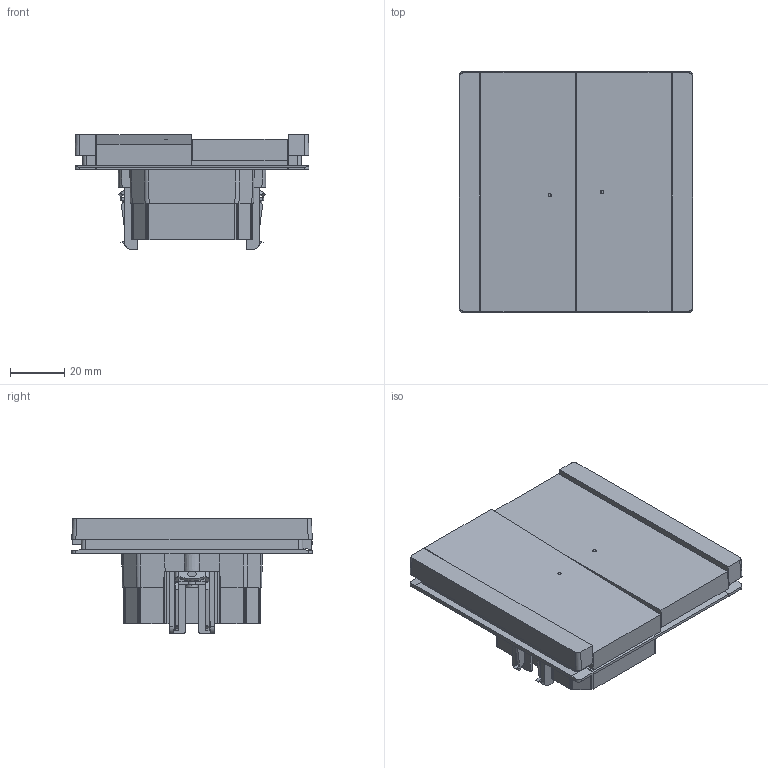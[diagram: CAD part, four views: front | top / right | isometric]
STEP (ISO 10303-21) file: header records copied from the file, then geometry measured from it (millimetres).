
FILE_DESCRIPTION (( 'STEP AP214' ), '1' );
FILE_NAME ('æàëþçè.STEP', '2025-03-12T07:27:57', ( '' ), ( '' ), 'SwSTEP 2.0', 'SolidWorks 2022', '' );
FILE_SCHEMA (( 'AUTOMOTIVE_DESIGN' ));
Length unit declared in the file: millimetre
Products named in the file (1): жалюзи
Bounding box: 86.46 x 89.03 x 42.52 mm (x, y, z)
Volume: 142785.2 mm3; surface area: 36921.9 mm2
Topology: 1 solids, 16 shells, 1108 faces, 3215 edges, 2125 vertices
Faces by surface type: plane 812, cylinder 248, cone 30, sphere 12, bspline 6
Entity records: 36719 total; most frequent: CARTESIAN_POINT 7895, ORIENTED_EDGE 6430, DIRECTION 5361, EDGE_CURVE 3215, LINE 2525, VECTOR 2525, VERTEX_POINT 2125, AXIS2_PLACEMENT_3D 1418
